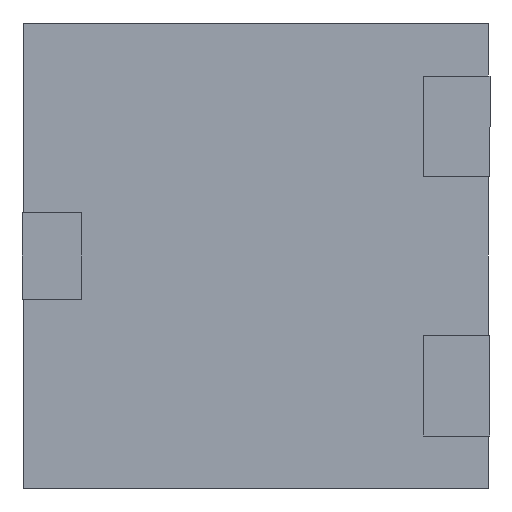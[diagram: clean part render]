
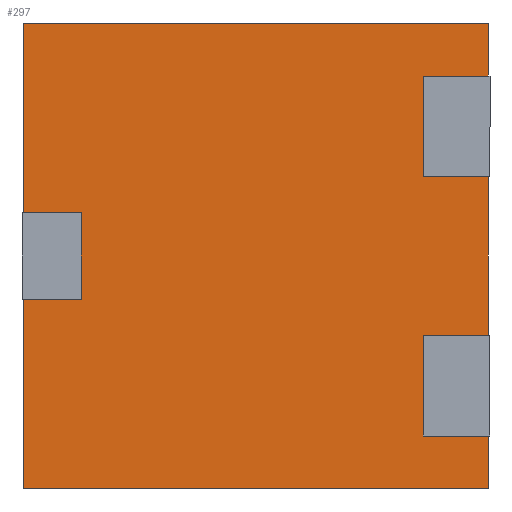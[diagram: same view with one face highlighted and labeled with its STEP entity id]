
A CAD part, front view. The second image highlights one B-rep face of the part: STEP entity #297.
In plain terms, the highlighted planar face has unit normal (0, -1, 0).
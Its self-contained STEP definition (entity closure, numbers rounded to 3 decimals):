
#95 = ORIENTED_EDGE ( 'NONE', *, *, #5908, .F. ) ;
#105 = VECTOR ( 'NONE', #3595, 1000. ) ;
#251 = DIRECTION ( 'NONE',  ( 0., 0., 1. ) ) ;
#265 = DIRECTION ( 'NONE',  ( 1., 0., 0. ) ) ;
#297 = ADVANCED_FACE ( 'NONE', ( #19669 ), #15006, .F. ) ;
#1096 = VECTOR ( 'NONE', #251, 1000. ) ;
#1190 = VERTEX_POINT ( 'NONE', #9352 ) ;
#1233 = EDGE_CURVE ( 'NONE', #12929, #1190, #16410, .T. ) ;
#1249 = LINE ( 'NONE', #9147, #4197 ) ;
#1280 = CARTESIAN_POINT ( 'NONE',  ( 6.45, 0., -6.45 ) ) ;
#1522 = DIRECTION ( 'NONE',  ( 1., 0., 0. ) ) ;
#1861 = VERTEX_POINT ( 'NONE', #10022 ) ;
#1881 = VERTEX_POINT ( 'NONE', #13604 ) ;
#1930 = CARTESIAN_POINT ( 'NONE',  ( 4.65, 0., 6.45 ) ) ;
#2115 = ORIENTED_EDGE ( 'NONE', *, *, #4298, .F. ) ;
#2236 = ORIENTED_EDGE ( 'NONE', *, *, #16130, .F. ) ;
#2352 = ORIENTED_EDGE ( 'NONE', *, *, #19393, .T. ) ;
#2607 = ORIENTED_EDGE ( 'NONE', *, *, #6492, .T. ) ;
#2652 = CARTESIAN_POINT ( 'NONE',  ( -6.45, 0., 6.45 ) ) ;
#2699 = EDGE_CURVE ( 'NONE', #1861, #14889, #4076, .T. ) ;
#2999 = VECTOR ( 'NONE', #9539, 1000. ) ;
#3595 = DIRECTION ( 'NONE',  ( -1., 0., 0. ) ) ;
#3602 = VECTOR ( 'NONE', #18865, 1000. ) ;
#3630 = VERTEX_POINT ( 'NONE', #17001 ) ;
#3825 = VECTOR ( 'NONE', #9774, 1000. ) ;
#4052 = AXIS2_PLACEMENT_3D ( 'NONE', #19765, #15200, #10540 ) ;
#4076 = LINE ( 'NONE', #12702, #3602 ) ;
#4197 = VECTOR ( 'NONE', #12186, 1000. ) ;
#4250 = VECTOR ( 'NONE', #5910, 1000. ) ;
#4251 = CARTESIAN_POINT ( 'NONE',  ( -4.85, 0., 1.2 ) ) ;
#4298 = EDGE_CURVE ( 'NONE', #6044, #5479, #11417, .T. ) ;
#4980 = CARTESIAN_POINT ( 'NONE',  ( 6.45, 0., -2.2 ) ) ;
#4986 = LINE ( 'NONE', #10715, #4250 ) ;
#5182 = CARTESIAN_POINT ( 'NONE',  ( 6.45, 0., -5. ) ) ;
#5197 = ORIENTED_EDGE ( 'NONE', *, *, #11458, .F. ) ;
#5287 = CARTESIAN_POINT ( 'NONE',  ( 6.45, 0., 5. ) ) ;
#5479 = VERTEX_POINT ( 'NONE', #12046 ) ;
#5533 = LINE ( 'NONE', #5287, #17653 ) ;
#5662 = CARTESIAN_POINT ( 'NONE',  ( 6.45, 0., 5. ) ) ;
#5762 = CARTESIAN_POINT ( 'NONE',  ( -6.45, 0., 6.45 ) ) ;
#5830 = VERTEX_POINT ( 'NONE', #18177 ) ;
#5908 = EDGE_CURVE ( 'NONE', #12929, #13036, #13769, .T. ) ;
#5910 = DIRECTION ( 'NONE',  ( 1., 0., 0. ) ) ;
#5994 = LINE ( 'NONE', #6143, #9732 ) ;
#6044 = VERTEX_POINT ( 'NONE', #14586 ) ;
#6073 = DIRECTION ( 'NONE',  ( 1., 0., 0. ) ) ;
#6135 = ORIENTED_EDGE ( 'NONE', *, *, #7399, .F. ) ;
#6143 = CARTESIAN_POINT ( 'NONE',  ( -6.45, 0., 1.2 ) ) ;
#6277 = LINE ( 'NONE', #12573, #1096 ) ;
#6488 = CARTESIAN_POINT ( 'NONE',  ( 6.45, 0., 6.45 ) ) ;
#6492 = EDGE_CURVE ( 'NONE', #8047, #18288, #6277, .T. ) ;
#6653 = VECTOR ( 'NONE', #13850, 1000. ) ;
#6660 = EDGE_CURVE ( 'NONE', #8047, #3630, #5533, .T. ) ;
#7042 = ORIENTED_EDGE ( 'NONE', *, *, #2699, .F. ) ;
#7309 = CARTESIAN_POINT ( 'NONE',  ( 6.45, 0., -2.2 ) ) ;
#7399 = EDGE_CURVE ( 'NONE', #5479, #8824, #4986, .T. ) ;
#7656 = LINE ( 'NONE', #1280, #6653 ) ;
#7833 = DIRECTION ( 'NONE',  ( 0., 0., 1. ) ) ;
#7898 = CARTESIAN_POINT ( 'NONE',  ( -4.85, 0., 6.45 ) ) ;
#7991 = EDGE_CURVE ( 'NONE', #8229, #8824, #12649, .T. ) ;
#8047 = VERTEX_POINT ( 'NONE', #5662 ) ;
#8229 = VERTEX_POINT ( 'NONE', #14440 ) ;
#8238 = CARTESIAN_POINT ( 'NONE',  ( -6.45, 0., -1.2 ) ) ;
#8444 = EDGE_CURVE ( 'NONE', #8229, #1881, #7656, .T. ) ;
#8824 = VERTEX_POINT ( 'NONE', #5182 ) ;
#9147 = CARTESIAN_POINT ( 'NONE',  ( -6.45, 0., 6.45 ) ) ;
#9269 = CARTESIAN_POINT ( 'NONE',  ( 6.45, 0., 6.45 ) ) ;
#9352 = CARTESIAN_POINT ( 'NONE',  ( -6.45, 0., -1.2 ) ) ;
#9466 = ORIENTED_EDGE ( 'NONE', *, *, #19513, .F. ) ;
#9472 = ORIENTED_EDGE ( 'NONE', *, *, #6660, .F. ) ;
#9478 = LINE ( 'NONE', #15317, #16851 ) ;
#9539 = DIRECTION ( 'NONE',  ( 0., 0., -1. ) ) ;
#9577 = VECTOR ( 'NONE', #7833, 1000. ) ;
#9612 = ORIENTED_EDGE ( 'NONE', *, *, #19346, .F. ) ;
#9732 = VECTOR ( 'NONE', #1522, 1000. ) ;
#9774 = DIRECTION ( 'NONE',  ( -1., 0., 0. ) ) ;
#9974 = CARTESIAN_POINT ( 'NONE',  ( 4.65, 0., 6.45 ) ) ;
#10022 = CARTESIAN_POINT ( 'NONE',  ( 6.45, 0., 2.2 ) ) ;
#10155 = VECTOR ( 'NONE', #17826, 1000. ) ;
#10404 = VECTOR ( 'NONE', #16716, 1000. ) ;
#10540 = DIRECTION ( 'NONE',  ( 0., 0., 1. ) ) ;
#10715 = CARTESIAN_POINT ( 'NONE',  ( 6.45, 0., -5. ) ) ;
#11404 = DIRECTION ( 'NONE',  ( -1., 0., 0. ) ) ;
#11417 = LINE ( 'NONE', #1930, #2999 ) ;
#11458 = EDGE_CURVE ( 'NONE', #3630, #18834, #19522, .T. ) ;
#11461 = VECTOR ( 'NONE', #265, 1000. ) ;
#11668 = CARTESIAN_POINT ( 'NONE',  ( 4.65, 0., 2.2 ) ) ;
#12046 = CARTESIAN_POINT ( 'NONE',  ( 4.65, 0., -5. ) ) ;
#12186 = DIRECTION ( 'NONE',  ( 0., 0., 1. ) ) ;
#12252 = LINE ( 'NONE', #4980, #3825 ) ;
#12573 = CARTESIAN_POINT ( 'NONE',  ( 6.45, 0., -6.45 ) ) ;
#12649 = LINE ( 'NONE', #15257, #10404 ) ;
#12702 = CARTESIAN_POINT ( 'NONE',  ( 6.45, 0., 6.45 ) ) ;
#12929 = VERTEX_POINT ( 'NONE', #19590 ) ;
#12971 = ORIENTED_EDGE ( 'NONE', *, *, #1233, .T. ) ;
#13036 = VERTEX_POINT ( 'NONE', #4251 ) ;
#13604 = CARTESIAN_POINT ( 'NONE',  ( -6.45, 0., -6.45 ) ) ;
#13769 = LINE ( 'NONE', #7898, #9577 ) ;
#13850 = DIRECTION ( 'NONE',  ( -1., 0., 0. ) ) ;
#14217 = LINE ( 'NONE', #5762, #18431 ) ;
#14440 = CARTESIAN_POINT ( 'NONE',  ( 6.45, 0., -6.45 ) ) ;
#14586 = CARTESIAN_POINT ( 'NONE',  ( 4.65, 0., -2.2 ) ) ;
#14889 = VERTEX_POINT ( 'NONE', #7309 ) ;
#14989 = EDGE_CURVE ( 'NONE', #5830, #16259, #14217, .T. ) ;
#15006 = PLANE ( 'NONE',  #4052 ) ;
#15200 = DIRECTION ( 'NONE',  ( 0., 1., 0. ) ) ;
#15257 = CARTESIAN_POINT ( 'NONE',  ( 6.45, 0., -6.45 ) ) ;
#15317 = CARTESIAN_POINT ( 'NONE',  ( 6.45, 0., 2.2 ) ) ;
#15614 = LINE ( 'NONE', #6488, #11461 ) ;
#16130 = EDGE_CURVE ( 'NONE', #1881, #1190, #1249, .T. ) ;
#16259 = VERTEX_POINT ( 'NONE', #2652 ) ;
#16410 = LINE ( 'NONE', #8238, #105 ) ;
#16415 = ORIENTED_EDGE ( 'NONE', *, *, #17862, .F. ) ;
#16716 = DIRECTION ( 'NONE',  ( 0., 0., 1. ) ) ;
#16809 = DIRECTION ( 'NONE',  ( 0., 0., 1. ) ) ;
#16851 = VECTOR ( 'NONE', #6073, 1000. ) ;
#17001 = CARTESIAN_POINT ( 'NONE',  ( 4.65, 0., 5. ) ) ;
#17653 = VECTOR ( 'NONE', #11404, 1000. ) ;
#17826 = DIRECTION ( 'NONE',  ( 0., 0., -1. ) ) ;
#17862 = EDGE_CURVE ( 'NONE', #14889, #6044, #12252, .T. ) ;
#18177 = CARTESIAN_POINT ( 'NONE',  ( -6.45, 0., 1.2 ) ) ;
#18288 = VERTEX_POINT ( 'NONE', #9269 ) ;
#18320 = ORIENTED_EDGE ( 'NONE', *, *, #8444, .F. ) ;
#18431 = VECTOR ( 'NONE', #16809, 1000. ) ;
#18590 = ORIENTED_EDGE ( 'NONE', *, *, #14989, .F. ) ;
#18834 = VERTEX_POINT ( 'NONE', #11668 ) ;
#18865 = DIRECTION ( 'NONE',  ( 0., 0., -1. ) ) ;
#19005 = ORIENTED_EDGE ( 'NONE', *, *, #7991, .T. ) ;
#19346 = EDGE_CURVE ( 'NONE', #18834, #1861, #9478, .T. ) ;
#19393 = EDGE_CURVE ( 'NONE', #5830, #13036, #5994, .T. ) ;
#19513 = EDGE_CURVE ( 'NONE', #16259, #18288, #15614, .T. ) ;
#19522 = LINE ( 'NONE', #9974, #10155 ) ;
#19590 = CARTESIAN_POINT ( 'NONE',  ( -4.85, 0., -1.2 ) ) ;
#19669 = FACE_OUTER_BOUND ( 'NONE', #19905, .T. ) ;
#19765 = CARTESIAN_POINT ( 'NONE',  ( 6.45, 0., 6.45 ) ) ;
#19905 = EDGE_LOOP ( 'NONE', ( #7042, #9612, #5197, #9472, #2607, #9466, #18590, #2352, #95, #12971, #2236, #18320, #19005, #6135, #2115, #16415 ) ) ;
